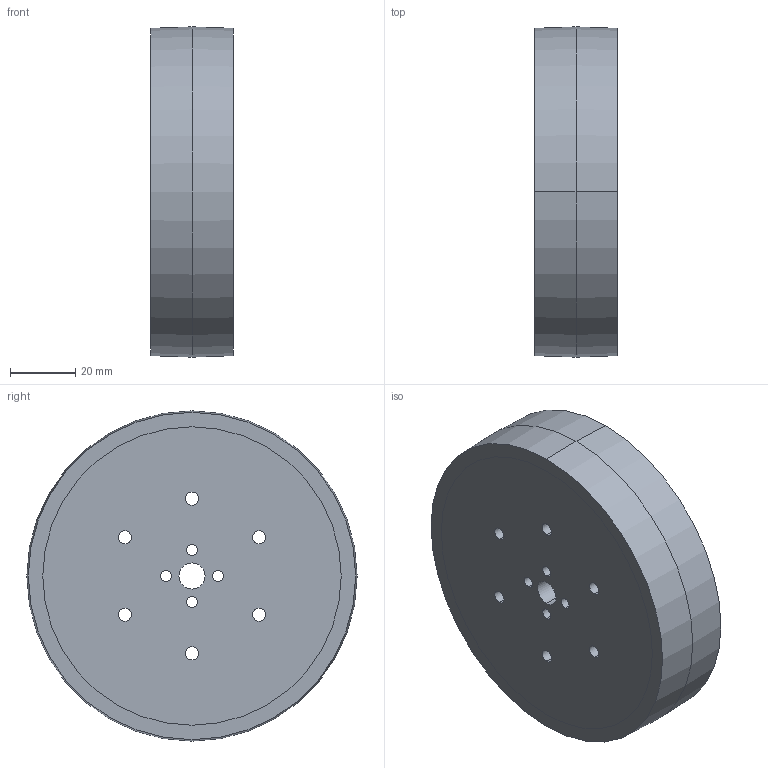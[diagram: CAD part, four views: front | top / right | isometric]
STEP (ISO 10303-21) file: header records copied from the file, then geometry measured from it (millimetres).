
FILE_DESCRIPTION (( 'STEP AP214' ), '1' );
FILE_NAME ('4in Wheel Intergreated Hub 8mm Rev2 w- tread.STEP', '2013-11-26T21:56:42', ( '' ), ( '' ), 'SwSTEP 2.0', 'SolidWorks 2010', '' );
FILE_SCHEMA (( 'AUTOMOTIVE_DESIGN' ));
Length unit declared in the file: inch
Products named in the file (1): 4in Wheel Intergreated Hub 8mm Rev2 w- tread
Bounding box: 25.4 x 101.6 x 101.6 mm (x, y, z)
Surface area: 51644.9 mm2 (no closed solid volume)
Topology: 0 solids, 2 shells, 539 faces, 1390 edges, 812 vertices
Faces by surface type: torus 190, cone 128, cylinder 90, bspline 72, plane 59
Entity records: 26683 total; most frequent: CARTESIAN_POINT 6766, DIRECTION 2948, ORIENTED_EDGE 2560, EDGE_CURVE 1386, AXIS2_PLACEMENT_3D 1312, CIRCLE 844, VERTEX_POINT 812, EDGE_LOOP 570
